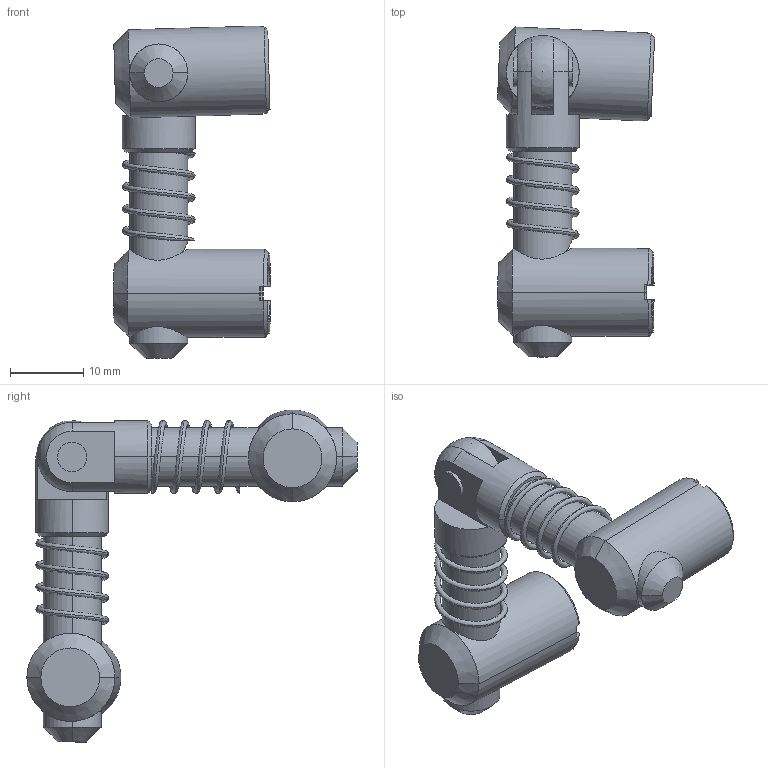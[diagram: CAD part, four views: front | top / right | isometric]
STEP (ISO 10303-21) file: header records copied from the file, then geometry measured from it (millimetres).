
FILE_DESCRIPTION (( 'STEP AP214' ), '1' );
FILE_NAME ('2.03.spmp.STEP', '2015-05-30T09:19:28', ( '' ), ( '' ), 'SwSTEP 2.0', 'SolidWorks 2015', '' );
FILE_SCHEMA (( 'AUTOMOTIVE_DESIGN' ));
Length unit declared in the file: millimetre
Products named in the file (1): 2.03.spmp
Bounding box: 21.4 x 44.97 x 45.2 mm (x, y, z)
Surface area: 5980.7 mm2 (no closed solid volume)
Topology: 0 solids, 9 shells, 118 faces, 313 edges, 204 vertices
Faces by surface type: plane 65, cone 24, cylinder 22, bspline 4, sphere 3
Entity records: 6395 total; most frequent: CARTESIAN_POINT 3471, DIRECTION 586, ORIENTED_EDGE 584, EDGE_CURVE 306, AXIS2_PLACEMENT_3D 217, VERTEX_POINT 202, LINE 152, VECTOR 152
